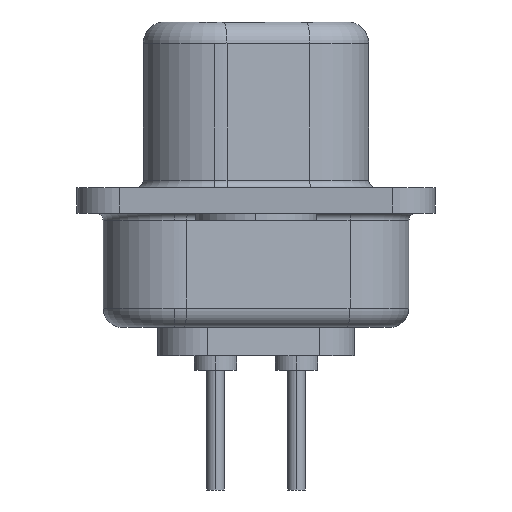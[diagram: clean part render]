
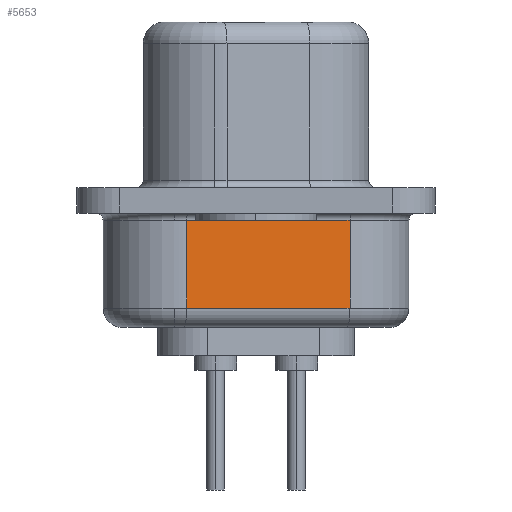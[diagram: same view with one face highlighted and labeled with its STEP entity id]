
A CAD part, left-side view. The second image highlights one B-rep face of the part: STEP entity #5653.
In plain terms, the highlighted planar face has unit normal (-0.985, -0.174, 0).
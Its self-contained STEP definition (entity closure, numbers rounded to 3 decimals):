
#58 = FACE_OUTER_BOUND ( 'NONE', #3418, .T. ) ;
#746 = CARTESIAN_POINT ( 'NONE',  ( -12.708, -3.294, -3.775 ) ) ;
#759 = DIRECTION ( 'NONE',  ( 0.174, -0.985, 0. ) ) ;
#891 = CARTESIAN_POINT ( 'NONE',  ( -13.717, 2.426, -0.7 ) ) ;
#897 = DIRECTION ( 'NONE',  ( -0.174, 0.985, 0. ) ) ;
#1167 = CARTESIAN_POINT ( 'NONE',  ( -12.708, -3.294, -4.45 ) ) ;
#1171 = DIRECTION ( 'NONE',  ( 0., 0., 1. ) ) ;
#1467 = CARTESIAN_POINT ( 'NONE',  ( -12.708, -3.294, -3.775 ) ) ;
#1543 = CARTESIAN_POINT ( 'NONE',  ( -13.717, 2.426, -0.7 ) ) ;
#1589 = CARTESIAN_POINT ( 'NONE',  ( -13.717, 2.426, -3.775 ) ) ;
#1593 = CARTESIAN_POINT ( 'NONE',  ( -12.708, -3.294, -0.7 ) ) ;
#2254 = ORIENTED_EDGE ( 'NONE', *, *, #6225, .T. ) ;
#2345 = ORIENTED_EDGE ( 'NONE', *, *, #6039, .T. ) ;
#2436 = ORIENTED_EDGE ( 'NONE', *, *, #6517, .F. ) ;
#2527 = ORIENTED_EDGE ( 'NONE', *, *, #5943, .T. ) ;
#2649 = VERTEX_POINT ( 'NONE', #1543 ) ;
#2875 = VERTEX_POINT ( 'NONE', #1467 ) ;
#2954 = VERTEX_POINT ( 'NONE', #1589 ) ;
#2966 = VERTEX_POINT ( 'NONE', #1593 ) ;
#3418 = EDGE_LOOP ( 'NONE', ( #2254, #2345, #2436, #2527 ) ) ;
#3652 = VECTOR ( 'NONE', #897, 1000. ) ;
#3741 = VECTOR ( 'NONE', #759, 1000. ) ;
#3897 = LINE ( 'NONE', #746, #3741 ) ;
#3921 = LINE ( 'NONE', #1167, #4016 ) ;
#4016 = VECTOR ( 'NONE', #1171, 1000. ) ;
#4033 = LINE ( 'NONE', #7471, #4162 ) ;
#4162 = VECTOR ( 'NONE', #7472, 1000. ) ;
#4233 = LINE ( 'NONE', #891, #3652 ) ;
#4534 = CARTESIAN_POINT ( 'NONE',  ( -13.717, 2.426, -4.45 ) ) ;
#4537 = PLANE ( 'NONE',  #6389 ) ;
#4539 = DIRECTION ( 'NONE',  ( 0.985, 0.174, 0. ) ) ;
#4540 = DIRECTION ( 'NONE',  ( -0.174, 0.985, 0. ) ) ;
#5653 = ADVANCED_FACE ( 'NONE', ( #58 ), #4537, .F. ) ;
#5943 = EDGE_CURVE ( 'NONE', #2954, #2875, #3897, .T. ) ;
#6039 = EDGE_CURVE ( 'NONE', #2966, #2649, #4233, .T. ) ;
#6225 = EDGE_CURVE ( 'NONE', #2875, #2966, #3921, .T. ) ;
#6389 = AXIS2_PLACEMENT_3D ( 'NONE', #4534, #4539, #4540 ) ;
#6517 = EDGE_CURVE ( 'NONE', #2954, #2649, #4033, .T. ) ;
#7471 = CARTESIAN_POINT ( 'NONE',  ( -13.717, 2.426, -4.45 ) ) ;
#7472 = DIRECTION ( 'NONE',  ( 0., 0., 1. ) ) ;
